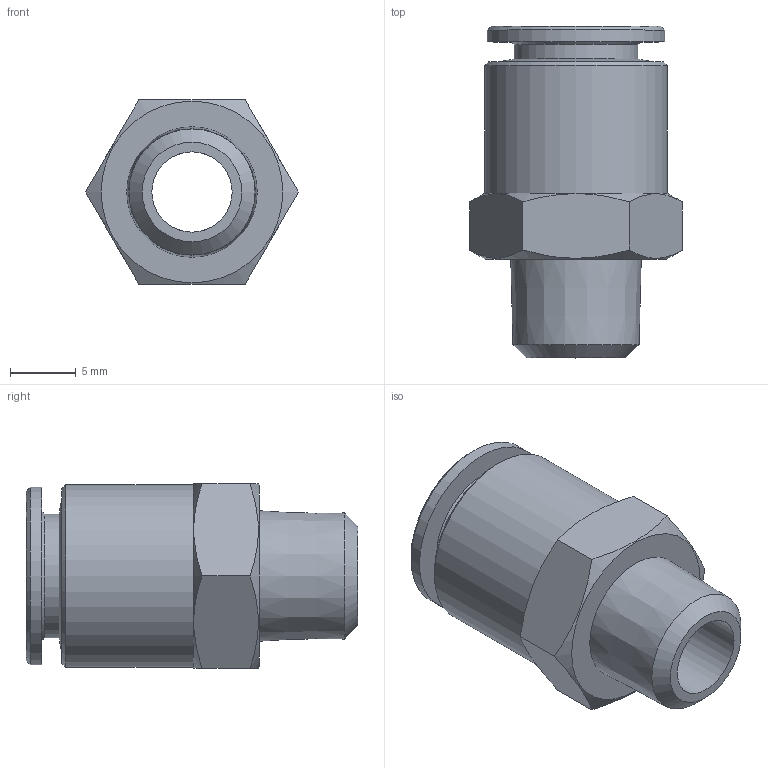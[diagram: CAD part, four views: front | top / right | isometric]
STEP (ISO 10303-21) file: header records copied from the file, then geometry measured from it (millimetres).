
FILE_DESCRIPTION( ( 'STEP AP214' ), '1' );
FILE_NAME( 'psolqas_8640_0.stp', '2020-12-01T17:08:15', ( 'License CC BY-ND 4.0' ), ( 'CADENAS' ), ' ', 'PARTsolutions', ' ' );
FILE_SCHEMA( ( 'AUTOMOTIVE_DESIGN { 1 0 10303 214 1 1 1 1 }' ) );
Length unit declared in the file: metre
Products named in the file (1): Rivoluzione1
Bounding box: 16.17 x 25.2 x 14 mm (x, y, z)
Volume: 2051.3 mm3; surface area: 1943.8 mm2
Topology: 1 solids, 1 shells, 45 faces, 114 edges, 74 vertices
Faces by surface type: plane 29, cone 10, cylinder 5, torus 1
Full cylindrical faces by diameter (mm): 6.1 x1, 8.15 x1, 9.4 x1, 13.5 x1, 13.9 x1
Entity records: 1716 total; most frequent: CARTESIAN_POINT 360, DIRECTION 190, ORIENTED_EDGE 190, EDGE_CURVE 95, AXIS2_PLACEMENT_3D 77, VERTEX_POINT 71, EDGE_LOOP 66, FACE_OUTER_BOUND 51
